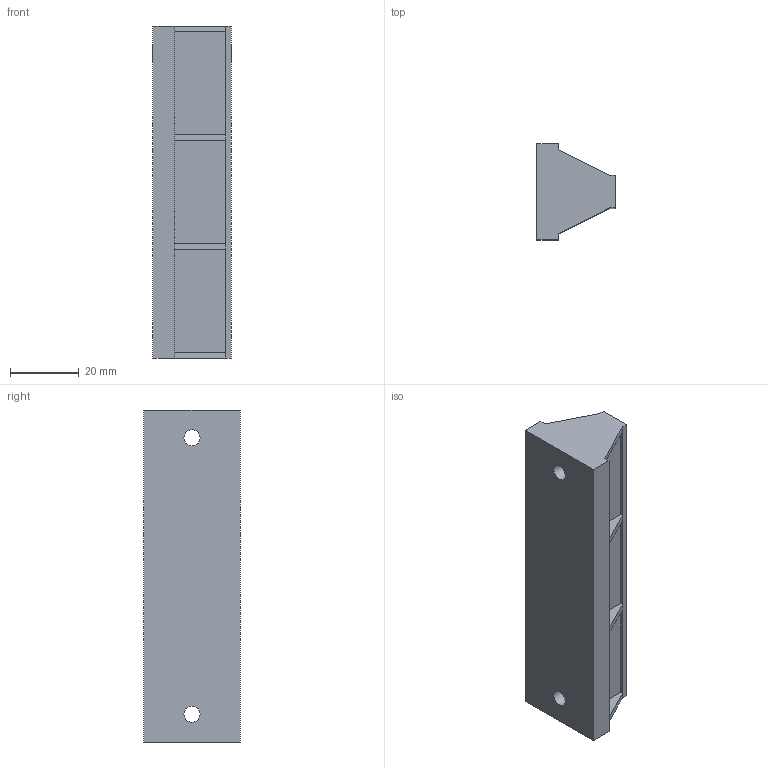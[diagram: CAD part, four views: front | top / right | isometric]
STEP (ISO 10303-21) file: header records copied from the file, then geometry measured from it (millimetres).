
FILE_DESCRIPTION(/* description */ (''),/* implementation_level */ '2;1');
FILE_NAME(/* name */ 'Wago mount.stp',/* time_stamp */ '2024-02-16T09:35:25-06:00',/* author */ ('18179'),/* organization */ (''),/* preprocessor_version */ 'ST-DEVELOPER v19.2',/* originating_system */ 'Autodesk Inventor 2024',/* authorisation */ '');
FILE_SCHEMA (('AUTOMOTIVE_DESIGN { 1 0 10303 214 3 1 1 }'));
Length unit declared in the file: inch
Products named in the file (1): Wago mount
Bounding box: 22.8 x 28 x 96.57 mm (x, y, z)
Volume: 25240.7 mm3; surface area: 13788 mm2
Topology: 1 solids, 1 shells, 56 faces, 138 edges, 84 vertices
Faces by surface type: plane 54, cylinder 2
Full cylindrical faces by diameter (mm): 4.699 x2
Entity records: 1647 total; most frequent: CARTESIAN_POINT 279, ORIENTED_EDGE 276, DIRECTION 256, EDGE_CURVE 138, LINE 134, VECTOR 134, VERTEX_POINT 84, AXIS2_PLACEMENT_3D 61
